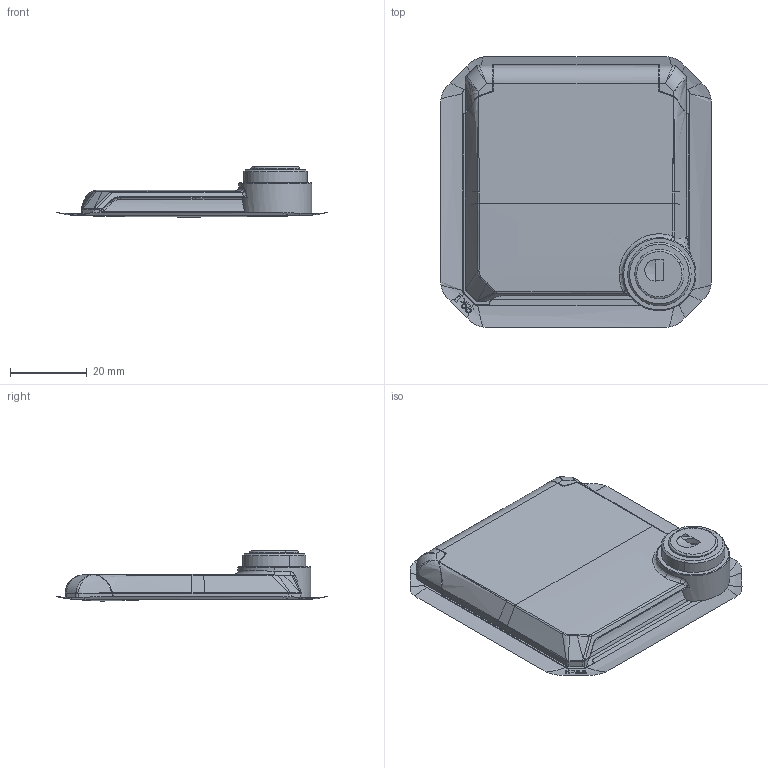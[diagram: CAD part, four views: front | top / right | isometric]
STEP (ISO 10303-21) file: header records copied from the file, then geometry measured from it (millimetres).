
FILE_DESCRIPTION(('CATIA V5 STEP Exchange','CAx-IF Rec.Pracs.--- Model Styling and Organization---1.5--- 2016-08-15','CAx-IF Rec.Pracs.---Supplemental Geometry---1.0---2011-11-01','CAx-IF Rec.Pracs.--- Composite Materials ---1.1---2010-07-15'),'2;1');
FILE_NAME('069574L-BIM.stp','2022-03-29T12:15:51+00:00',('none'),('none'),'CATIA Version 5-6 Release 2020 SP3','CATIA V5 STEP AP214 v2','none');
FILE_SCHEMA(('AUTOMOTIVE_DESIGN { 1 0 10303 214 1 1 1 1 }'));
Length unit declared in the file: millimetre
Products named in the file (1): A019992_A _AllCATPart
Bounding box: 70.42 x 70.42 x 13.07 mm (x, y, z)
Surface area: 9863.4 mm2 (no closed solid volume)
Topology: 0 solids, 14 shells, 156 faces, 597 edges, 442 vertices
Faces by surface type: bspline 114, cylinder 18, plane 16, torus 4, cone 2, sphere 1, extrusion 1
Entity records: 16856 total; most frequent: CARTESIAN_POINT 13377, ORIENTED_EDGE 890, EDGE_CURVE 564, B_SPLINE_CURVE_WITH_KNOTS 454, VERTEX_POINT 414, DIRECTION 188, EDGE_LOOP 161, ADVANCED_FACE 156
